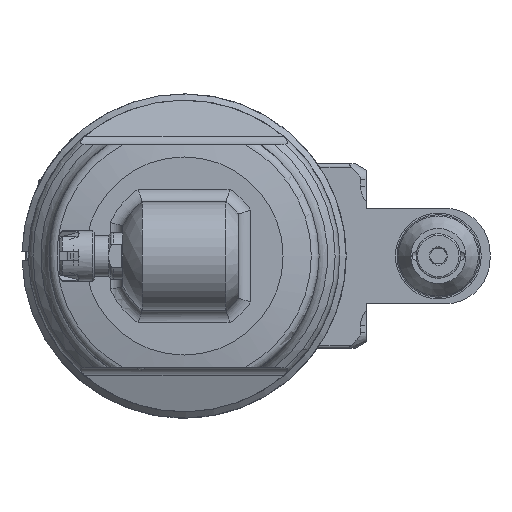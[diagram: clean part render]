
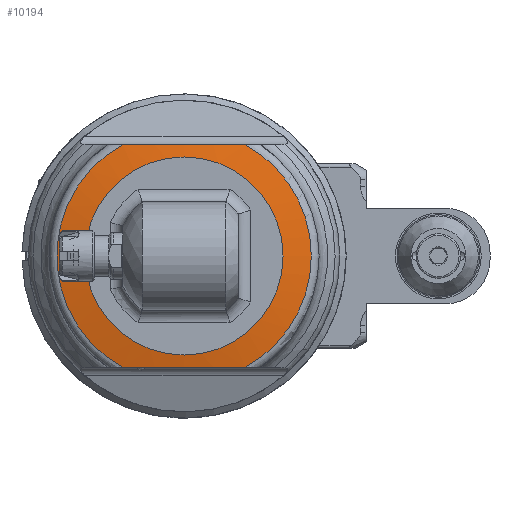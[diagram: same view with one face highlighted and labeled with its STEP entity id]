
A CAD part, front view. The second image highlights one B-rep face of the part: STEP entity #10194.
In plain terms, the highlighted conical face has half-angle 80 degrees and reference radius 35.589 mm.
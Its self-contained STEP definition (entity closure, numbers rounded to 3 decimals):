
#89=CONICAL_SURFACE('',#10915,35.589,1.396);
#485=(
BOUNDED_CURVE()
B_SPLINE_CURVE(2,(#15333,#15334,#15335,#15336),.UNSPECIFIED.,.F.,.F.)
B_SPLINE_CURVE_WITH_KNOTS((3,1,3),(-59.198,-42.202,
-33.35),.UNSPECIFIED.)
CURVE()
GEOMETRIC_REPRESENTATION_ITEM()
RATIONAL_B_SPLINE_CURVE((6.572,7.192,6.895,
6.572))
REPRESENTATION_ITEM('')
);
#487=(
BOUNDED_CURVE()
B_SPLINE_CURVE(2,(#15458,#15459,#15460),.UNSPECIFIED.,.F.,.F.)
B_SPLINE_CURVE_WITH_KNOTS((3,3),(-13.383,-6.179),
 .UNSPECIFIED.)
CURVE()
GEOMETRIC_REPRESENTATION_ITEM()
RATIONAL_B_SPLINE_CURVE((1.842,2.106,1.842))
REPRESENTATION_ITEM('')
);
#796=CIRCLE('',#10913,40.021);
#797=CIRCLE('',#10914,40.021);
#798=CIRCLE('',#10916,40.021);
#799=CIRCLE('',#10917,31.157);
#1313=FACE_OUTER_BOUND('',#1953,.T.);
#1953=EDGE_LOOP('',(#6897,#6898,#6899,#6900,#6901,#6902,#6903,#6904));
#2711=LINE('',#15480,#3463);
#3463=VECTOR('',#12166,35.589);
#4220=VERTEX_POINT('',#15319);
#4221=VERTEX_POINT('',#15332);
#4246=VERTEX_POINT('',#15444);
#4247=VERTEX_POINT('',#15457);
#4248=VERTEX_POINT('',#15474);
#4249=VERTEX_POINT('',#15479);
#5259=EDGE_CURVE('',#4221,#4220,#485,.F.);
#5293=EDGE_CURVE('',#4247,#4246,#487,.F.);
#5295=EDGE_CURVE('',#4247,#4248,#796,.T.);
#5296=EDGE_CURVE('',#4248,#4220,#797,.T.);
#5297=EDGE_CURVE('',#4221,#4246,#798,.T.);
#5298=EDGE_CURVE('',#4248,#4249,#2711,.T.);
#5299=EDGE_CURVE('',#4249,#4249,#799,.T.);
#6897=ORIENTED_EDGE('',*,*,#5297,.F.);
#6898=ORIENTED_EDGE('',*,*,#5259,.T.);
#6899=ORIENTED_EDGE('',*,*,#5296,.F.);
#6900=ORIENTED_EDGE('',*,*,#5298,.T.);
#6901=ORIENTED_EDGE('',*,*,#5299,.F.);
#6902=ORIENTED_EDGE('',*,*,#5298,.F.);
#6903=ORIENTED_EDGE('',*,*,#5295,.F.);
#6904=ORIENTED_EDGE('',*,*,#5293,.T.);
#10194=ADVANCED_FACE('',(#1313),#89,.T.);
#10913=AXIS2_PLACEMENT_3D('',#15475,#12158,#12159);
#10914=AXIS2_PLACEMENT_3D('',#15476,#12160,#12161);
#10915=AXIS2_PLACEMENT_3D('',#15477,#12162,#12163);
#10916=AXIS2_PLACEMENT_3D('',#15478,#12164,#12165);
#10917=AXIS2_PLACEMENT_3D('',#15481,#12167,#12168);
#12158=DIRECTION('center_axis',(-1.,0.,0.));
#12159=DIRECTION('ref_axis',(0.,1.,0.));
#12160=DIRECTION('center_axis',(-1.,0.,0.));
#12161=DIRECTION('ref_axis',(0.,1.,0.));
#12162=DIRECTION('center_axis',(-1.,0.,0.));
#12163=DIRECTION('ref_axis',(0.,-1.,0.));
#12164=DIRECTION('center_axis',(-1.,0.,0.));
#12165=DIRECTION('ref_axis',(0.,-0.485,-0.875));
#12166=DIRECTION('',(0.174,-0.985,0.));
#12167=DIRECTION('center_axis',(1.,0.,0.));
#12168=DIRECTION('ref_axis',(0.,0.,1.));
#15319=CARTESIAN_POINT('',(79.437,19.408,-35.));
#15332=CARTESIAN_POINT('',(79.437,-19.408,-35.));
#15333=CARTESIAN_POINT('Ctrl Pts',(79.437,19.408,-35.));
#15334=CARTESIAN_POINT('Ctrl Pts',(80.577,6.074,-35.));
#15335=CARTESIAN_POINT('Ctrl Pts',(80.057,-12.164,-35.));
#15336=CARTESIAN_POINT('Ctrl Pts',(79.437,-19.408,-35.));
#15444=CARTESIAN_POINT('',(79.437,-19.408,35.));
#15457=CARTESIAN_POINT('',(79.437,19.408,35.));
#15458=CARTESIAN_POINT('Ctrl Pts',(79.437,-19.408,35.));
#15459=CARTESIAN_POINT('Ctrl Pts',(81.097,0.,
35.));
#15460=CARTESIAN_POINT('Ctrl Pts',(79.437,19.408,35.));
#15474=CARTESIAN_POINT('',(79.437,40.021,0.));
#15475=CARTESIAN_POINT('Origin',(79.437,0.,0.));
#15476=CARTESIAN_POINT('Origin',(79.437,0.,0.));
#15477=CARTESIAN_POINT('Origin',(80.219,0.,0.));
#15478=CARTESIAN_POINT('Origin',(79.437,0.,0.));
#15479=CARTESIAN_POINT('',(81.,31.157,0.));
#15480=CARTESIAN_POINT('',(80.219,35.589,0.));
#15481=CARTESIAN_POINT('Origin',(81.,0.,0.));
